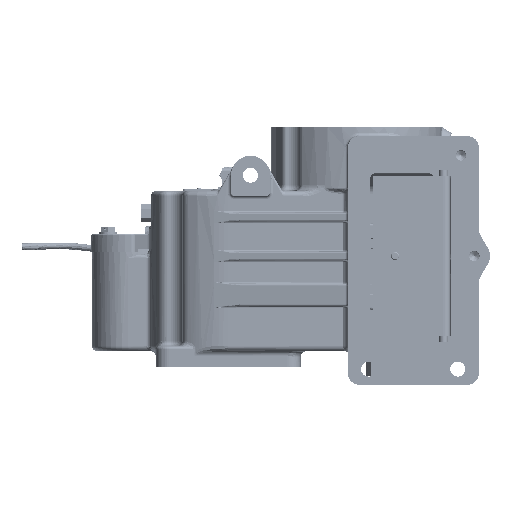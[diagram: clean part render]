
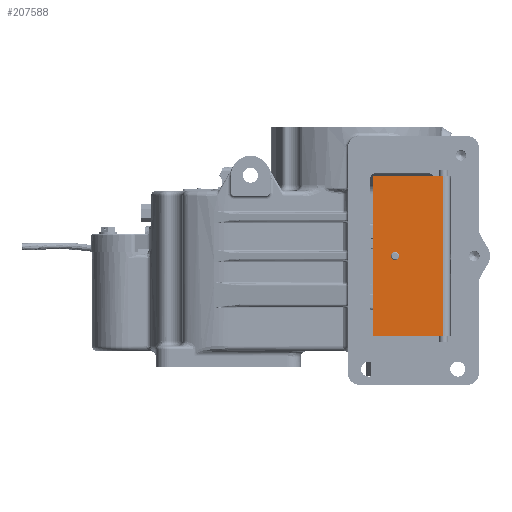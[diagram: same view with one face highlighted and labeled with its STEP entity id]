
A CAD part, front view. The second image highlights one B-rep face of the part: STEP entity #207588.
In plain terms, the highlighted planar face has unit normal (0, -1, 0).
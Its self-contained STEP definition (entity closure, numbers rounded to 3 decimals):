
#85080 = VECTOR ( 'NONE', #101503, 1000. ) ;
#85098 = LINE ( 'NONE', #101500, #85080 ) ;
#85120 = CIRCLE ( 'NONE', #125499, 2.3 ) ;
#85131 = LINE ( 'NONE', #101581, #85151 ) ;
#85133 = CIRCLE ( 'NONE', #125491, 2.3 ) ;
#85143 = LINE ( 'NONE', #101589, #85156 ) ;
#85151 = VECTOR ( 'NONE', #101594, 1000. ) ;
#85156 = VECTOR ( 'NONE', #101601, 1000. ) ;
#85160 = LINE ( 'NONE', #101607, #85163 ) ;
#85163 = VECTOR ( 'NONE', #101610, 1000. ) ;
#101500 = CARTESIAN_POINT ( 'NONE',  ( 14.75, -94.5, 71.5 ) ) ;
#101503 = DIRECTION ( 'NONE',  ( 0., 0., -1. ) ) ;
#101506 = CARTESIAN_POINT ( 'NONE',  ( 34.75, -94.5, 0. ) ) ;
#101518 = DIRECTION ( 'NONE',  ( 0., -1., 0. ) ) ;
#101521 = DIRECTION ( 'NONE',  ( -1., 0., 0. ) ) ;
#101533 = CARTESIAN_POINT ( 'NONE',  ( 34.75, -94.5, 0. ) ) ;
#101546 = DIRECTION ( 'NONE',  ( 0., -1., 0. ) ) ;
#101549 = DIRECTION ( 'NONE',  ( -1., 0., 0. ) ) ;
#101581 = CARTESIAN_POINT ( 'NONE',  ( 78.25, -94.5, 71.5 ) ) ;
#101589 = CARTESIAN_POINT ( 'NONE',  ( 78.25, -94.5, -71.5 ) ) ;
#101594 = DIRECTION ( 'NONE',  ( 0., 0., -1. ) ) ;
#101601 = DIRECTION ( 'NONE',  ( 1., 0., 0. ) ) ;
#101607 = CARTESIAN_POINT ( 'NONE',  ( 78.25, -94.5, 71.5 ) ) ;
#101610 = DIRECTION ( 'NONE',  ( 1., 0., 0. ) ) ;
#103660 = VERTEX_POINT ( 'NONE', #251471 ) ;
#103661 = VERTEX_POINT ( 'NONE', #250502 ) ;
#103663 = VERTEX_POINT ( 'NONE', #246879 ) ;
#103694 = VERTEX_POINT ( 'NONE', #248121 ) ;
#103695 = VERTEX_POINT ( 'NONE', #252179 ) ;
#103696 = VERTEX_POINT ( 'NONE', #252127 ) ;
#114666 = FACE_BOUND ( 'NONE', #180734, .T. ) ;
#114705 = FACE_OUTER_BOUND ( 'NONE', #180685, .T. ) ;
#115996 = ORIENTED_EDGE ( 'NONE', *, *, #218576, .T. ) ;
#116048 = ORIENTED_EDGE ( 'NONE', *, *, #218574, .F. ) ;
#116052 = ORIENTED_EDGE ( 'NONE', *, *, #218552, .T. ) ;
#116067 = ORIENTED_EDGE ( 'NONE', *, *, #218579, .F. ) ;
#116150 = ORIENTED_EDGE ( 'NONE', *, *, #218556, .F. ) ;
#116154 = ORIENTED_EDGE ( 'NONE', *, *, #218562, .F. ) ;
#125491 = AXIS2_PLACEMENT_3D ( 'NONE', #101533, #101546, #101549 ) ;
#125499 = AXIS2_PLACEMENT_3D ( 'NONE', #101506, #101518, #101521 ) ;
#171384 = AXIS2_PLACEMENT_3D ( 'NONE', #171579, #171596, #171597 ) ;
#171579 = CARTESIAN_POINT ( 'NONE',  ( 78.25, -94.5, 71.5 ) ) ;
#171580 = PLANE ( 'NONE',  #171384 ) ;
#171596 = DIRECTION ( 'NONE',  ( 0., 1., 0. ) ) ;
#171597 = DIRECTION ( 'NONE',  ( -1., 0., 0. ) ) ;
#180685 = EDGE_LOOP ( 'NONE', ( #115996, #116048, #116067, #116052 ) ) ;
#180734 = EDGE_LOOP ( 'NONE', ( #116150, #116154 ) ) ;
#207588 = ADVANCED_FACE ( 'NONE', ( #114666, #114705 ), #171580, .F. ) ;
#218552 = EDGE_CURVE ( 'NONE', #103663, #103694, #85098, .T. ) ;
#218556 = EDGE_CURVE ( 'NONE', #103660, #103661, #85120, .T. ) ;
#218562 = EDGE_CURVE ( 'NONE', #103661, #103660, #85133, .T. ) ;
#218574 = EDGE_CURVE ( 'NONE', #103695, #103696, #85131, .T. ) ;
#218576 = EDGE_CURVE ( 'NONE', #103694, #103696, #85143, .T. ) ;
#218579 = EDGE_CURVE ( 'NONE', #103663, #103695, #85160, .T. ) ;
#246879 = CARTESIAN_POINT ( 'NONE',  ( 14.75, -94.5, 71.5 ) ) ;
#248121 = CARTESIAN_POINT ( 'NONE',  ( 14.75, -94.5, -71.5 ) ) ;
#250502 = CARTESIAN_POINT ( 'NONE',  ( 37.05, -94.5, 0. ) ) ;
#251471 = CARTESIAN_POINT ( 'NONE',  ( 32.45, -94.5, 0. ) ) ;
#252127 = CARTESIAN_POINT ( 'NONE',  ( 78.25, -94.5, -71.5 ) ) ;
#252179 = CARTESIAN_POINT ( 'NONE',  ( 78.25, -94.5, 71.5 ) ) ;
